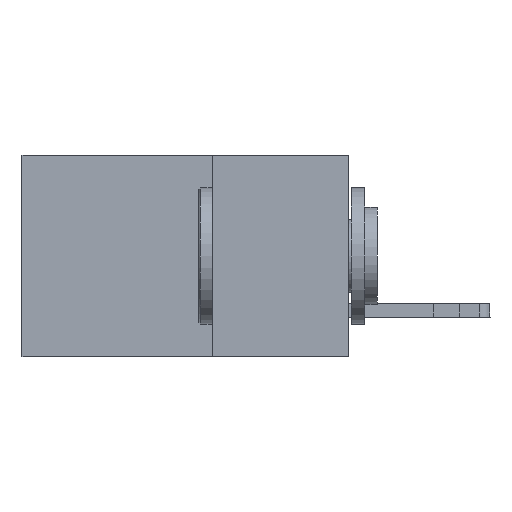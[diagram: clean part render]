
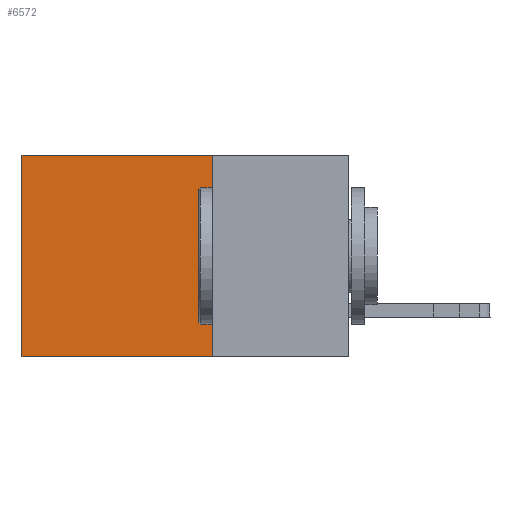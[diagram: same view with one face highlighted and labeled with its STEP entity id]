
A CAD part, left-side view. The second image highlights one B-rep face of the part: STEP entity #6572.
In plain terms, the highlighted planar face has unit normal (-1, 0, 0).
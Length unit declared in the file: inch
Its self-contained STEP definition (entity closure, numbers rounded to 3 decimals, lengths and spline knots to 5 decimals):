
#209 = VERTEX_POINT ( 'NONE', #11781 ) ;
#239 = VERTEX_POINT ( 'NONE', #15427 ) ;
#1258 = CARTESIAN_POINT ( 'NONE',  ( 0.298, 0.25, 0. ) ) ;
#1453 = VERTEX_POINT ( 'NONE', #21708 ) ;
#1585 = CARTESIAN_POINT ( 'NONE',  ( 0.298, 0.25, 0. ) ) ;
#1999 = LINE ( 'NONE', #14352, #2819 ) ;
#2819 = VECTOR ( 'NONE', #21376, 39.37008 ) ;
#4097 = CARTESIAN_POINT ( 'NONE',  ( 0.298, 0.6, 0. ) ) ;
#4952 = CARTESIAN_POINT ( 'NONE',  ( 0.298, 0.25, -0.37 ) ) ;
#6151 = EDGE_CURVE ( 'NONE', #12210, #209, #1999, .T. ) ;
#6572 = ADVANCED_FACE ( 'NONE', ( #16373 ), #10316, .F. ) ;
#7713 = VECTOR ( 'NONE', #9739, 39.37008 ) ;
#7864 = VECTOR ( 'NONE', #8455, 39.37008 ) ;
#8455 = DIRECTION ( 'NONE',  ( 0., 1., 0. ) ) ;
#8971 = LINE ( 'NONE', #4952, #7864 ) ;
#9739 = DIRECTION ( 'NONE',  ( 0., 0., -1. ) ) ;
#10177 = DIRECTION ( 'NONE',  ( 1., 0., 0. ) ) ;
#10316 = PLANE ( 'NONE',  #20380 ) ;
#11249 = EDGE_LOOP ( 'NONE', ( #21853, #12692, #21981, #18936 ) ) ;
#11781 = CARTESIAN_POINT ( 'NONE',  ( 0.298, 0.6, 0. ) ) ;
#12210 = VERTEX_POINT ( 'NONE', #1258 ) ;
#12528 = LINE ( 'NONE', #4097, #15270 ) ;
#12692 = ORIENTED_EDGE ( 'NONE', *, *, #14707, .F. ) ;
#14352 = CARTESIAN_POINT ( 'NONE',  ( 0.298, 0.25, 0. ) ) ;
#14707 = EDGE_CURVE ( 'NONE', #1453, #239, #8971, .T. ) ;
#15270 = VECTOR ( 'NONE', #19751, 39.37008 ) ;
#15427 = CARTESIAN_POINT ( 'NONE',  ( 0.298, 0.6, -0.37 ) ) ;
#16373 = FACE_OUTER_BOUND ( 'NONE', #11249, .T. ) ;
#17215 = DIRECTION ( 'NONE',  ( 0., 0., -1. ) ) ;
#18062 = EDGE_CURVE ( 'NONE', #209, #239, #12528, .T. ) ;
#18582 = EDGE_CURVE ( 'NONE', #12210, #1453, #21380, .T. ) ;
#18936 = ORIENTED_EDGE ( 'NONE', *, *, #6151, .T. ) ;
#19751 = DIRECTION ( 'NONE',  ( 0., 0., -1. ) ) ;
#20380 = AXIS2_PLACEMENT_3D ( 'NONE', #20619, #10177, #17215 ) ;
#20619 = CARTESIAN_POINT ( 'NONE',  ( 0.298, 0.25, 0. ) ) ;
#21376 = DIRECTION ( 'NONE',  ( 0., 1., 0. ) ) ;
#21380 = LINE ( 'NONE', #1585, #7713 ) ;
#21708 = CARTESIAN_POINT ( 'NONE',  ( 0.298, 0.25, -0.37 ) ) ;
#21853 = ORIENTED_EDGE ( 'NONE', *, *, #18062, .T. ) ;
#21981 = ORIENTED_EDGE ( 'NONE', *, *, #18582, .F. ) ;
